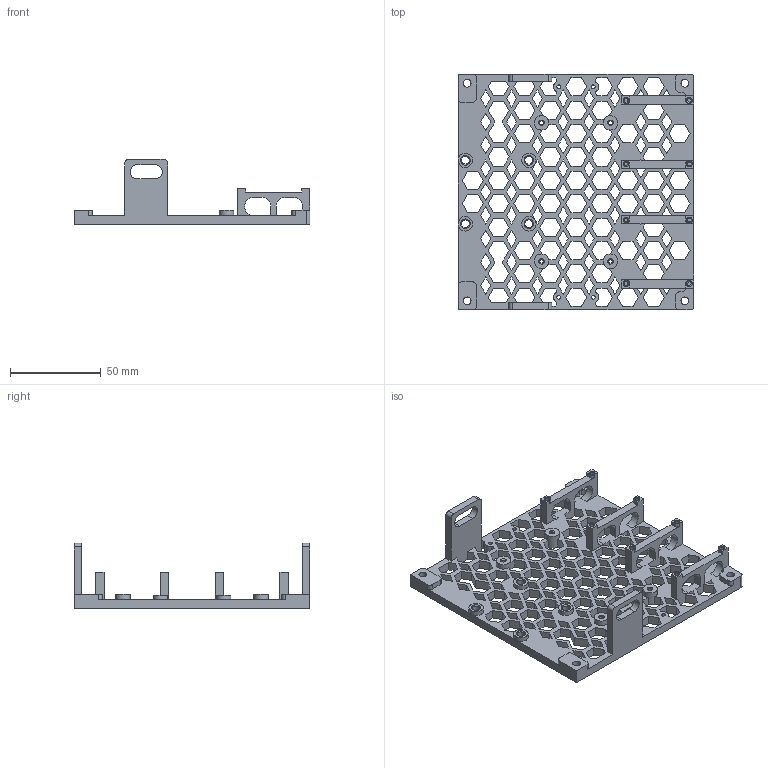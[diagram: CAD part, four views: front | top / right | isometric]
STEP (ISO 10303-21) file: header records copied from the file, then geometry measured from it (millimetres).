
FILE_DESCRIPTION(/* description */ (''),/* implementation_level */ '2;1');
FILE_NAME(/* name */ '02_43__XP__Under_Floor_Fixture___V1.0.step',/* time_stamp */ '2025-04-03T11:26:08+02:00',/* author */ (''),/* organization */ (''),/* preprocessor_version */ 'ST-DEVELOPER v20.1',/* originating_system */ 'Autodesk Translation Framework v14.4.0.0',/* authorisation */ '');
FILE_SCHEMA (('AUTOMOTIVE_DESIGN { 1 0 10303 214 3 1 1 }'));
Length unit declared in the file: millimetre
Products named in the file (1): 02_43__XP__Under_Floor_Fixture___V1.0
Bounding box: 130 x 130 x 36 mm (x, y, z)
Volume: 58064.4 mm3; surface area: 50575.8 mm2
Topology: 1 solids, 1 shells, 900 faces, 2722 edges, 1806 vertices
Faces by surface type: plane 782, cylinder 94, cone 24
Full cylindrical faces by diameter (mm): 2.1 x16, 4.3 x8, 7.98 x4, 8 x4
Entity records: 30772 total; most frequent: ORIENTED_EDGE 5444, CARTESIAN_POINT 5429, DIRECTION 4762, EDGE_CURVE 2722, LINE 2484, VECTOR 2484, VERTEX_POINT 1806, EDGE_LOOP 1210
